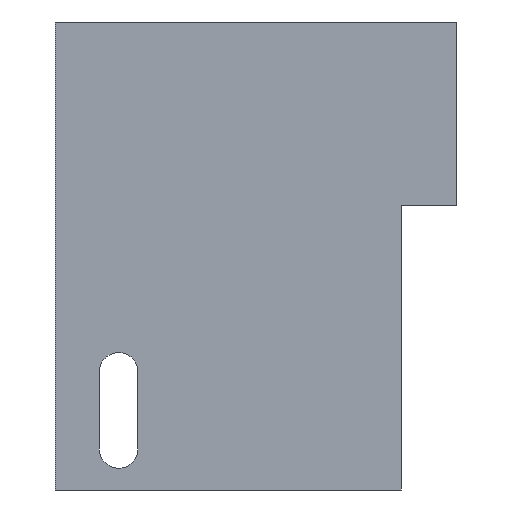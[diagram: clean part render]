
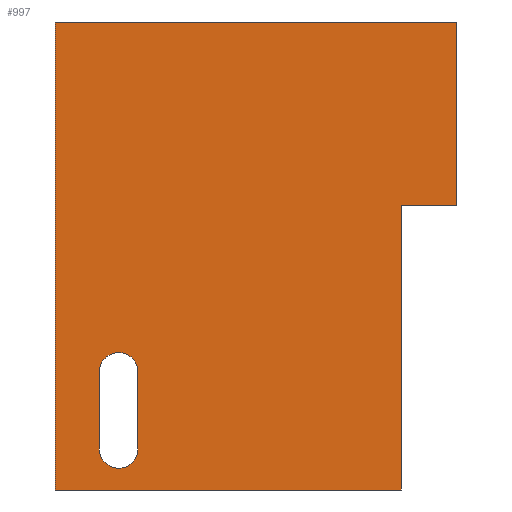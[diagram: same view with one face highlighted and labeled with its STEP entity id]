
A CAD part, front view. The second image highlights one B-rep face of the part: STEP entity #997.
In plain terms, the highlighted planar face has unit normal (0, -1, 0).
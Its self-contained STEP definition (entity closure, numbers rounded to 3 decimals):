
#34=FACE_BOUND('',#110,.T.);
#43=CIRCLE('',#1071,4.);
#44=CIRCLE('',#1072,4.);
#59=FACE_OUTER_BOUND('',#109,.T.);
#109=EDGE_LOOP('',(#687,#688,#689,#690,#691,#692));
#110=EDGE_LOOP('',(#693,#694,#695,#696));
#168=LINE('',#1394,#301);
#170=LINE('',#1400,#303);
#180=LINE('',#1421,#313);
#183=LINE('',#1426,#316);
#184=LINE('',#1428,#317);
#185=LINE('',#1429,#318);
#186=LINE('',#1432,#319);
#187=LINE('',#1436,#320);
#301=VECTOR('',#1136,10.);
#303=VECTOR('',#1140,10.);
#313=VECTOR('',#1156,10.);
#316=VECTOR('',#1161,10.);
#317=VECTOR('',#1162,10.);
#318=VECTOR('',#1163,10.);
#319=VECTOR('',#1164,10.);
#320=VECTOR('',#1167,10.);
#432=VERTEX_POINT('',#1390);
#433=VERTEX_POINT('',#1392);
#435=VERTEX_POINT('',#1397);
#436=VERTEX_POINT('',#1399);
#444=VERTEX_POINT('',#1420);
#446=VERTEX_POINT('',#1427);
#447=VERTEX_POINT('',#1430);
#448=VERTEX_POINT('',#1431);
#449=VERTEX_POINT('',#1433);
#450=VERTEX_POINT('',#1435);
#528=EDGE_CURVE('',#433,#432,#168,.T.);
#530=EDGE_CURVE('',#436,#435,#170,.T.);
#540=EDGE_CURVE('',#444,#436,#180,.T.);
#543=EDGE_CURVE('',#432,#435,#183,.T.);
#544=EDGE_CURVE('',#446,#433,#184,.T.);
#545=EDGE_CURVE('',#446,#444,#185,.T.);
#546=EDGE_CURVE('',#447,#448,#186,.T.);
#547=EDGE_CURVE('',#448,#449,#43,.T.);
#548=EDGE_CURVE('',#449,#450,#187,.T.);
#549=EDGE_CURVE('',#450,#447,#44,.T.);
#687=ORIENTED_EDGE('',*,*,#530,.T.);
#688=ORIENTED_EDGE('',*,*,#543,.F.);
#689=ORIENTED_EDGE('',*,*,#528,.F.);
#690=ORIENTED_EDGE('',*,*,#544,.F.);
#691=ORIENTED_EDGE('',*,*,#545,.T.);
#692=ORIENTED_EDGE('',*,*,#540,.T.);
#693=ORIENTED_EDGE('',*,*,#546,.T.);
#694=ORIENTED_EDGE('',*,*,#547,.T.);
#695=ORIENTED_EDGE('',*,*,#548,.T.);
#696=ORIENTED_EDGE('',*,*,#549,.T.);
#951=PLANE('',#1070);
#997=ADVANCED_FACE('',(#59,#34),#951,.T.);
#1070=AXIS2_PLACEMENT_3D('',#1425,#1159,#1160);
#1071=AXIS2_PLACEMENT_3D('',#1434,#1165,#1166);
#1072=AXIS2_PLACEMENT_3D('',#1437,#1168,#1169);
#1136=DIRECTION('',(0.,0.,-1.));
#1140=DIRECTION('',(0.,0.,1.));
#1156=DIRECTION('',(1.,0.,0.));
#1159=DIRECTION('center_axis',(0.,-1.,0.));
#1160=DIRECTION('ref_axis',(0.,0.,-1.));
#1161=DIRECTION('',(-1.,0.,0.));
#1162=DIRECTION('',(1.,0.,0.));
#1163=DIRECTION('',(0.,0.,-1.));
#1164=DIRECTION('',(0.,0.,1.));
#1165=DIRECTION('center_axis',(0.,1.,0.));
#1166=DIRECTION('ref_axis',(1.,0.,0.));
#1167=DIRECTION('',(0.,0.,-1.));
#1168=DIRECTION('center_axis',(0.,1.,0.));
#1169=DIRECTION('ref_axis',(-1.,0.,0.));
#1390=CARTESIAN_POINT('',(39.054,-13.804,0.));
#1392=CARTESIAN_POINT('',(39.054,-13.804,38.));
#1394=CARTESIAN_POINT('',(39.054,-13.804,38.));
#1397=CARTESIAN_POINT('',(27.554,-13.804,0.));
#1399=CARTESIAN_POINT('',(27.554,-13.804,-59.));
#1400=CARTESIAN_POINT('',(27.554,-13.804,-40.75));
#1420=CARTESIAN_POINT('',(-44.198,-13.804,-59.));
#1421=CARTESIAN_POINT('',(-30.404,-13.804,-59.));
#1425=CARTESIAN_POINT('Origin',(3.391,-13.804,-22.5));
#1426=CARTESIAN_POINT('',(36.179,-13.804,0.));
#1427=CARTESIAN_POINT('',(-44.198,-13.804,38.));
#1428=CARTESIAN_POINT('',(-34.117,-13.804,38.));
#1429=CARTESIAN_POINT('',(-44.198,-13.804,7.75));
#1430=CARTESIAN_POINT('',(-35.04,-13.804,-50.494));
#1431=CARTESIAN_POINT('',(-35.04,-13.804,-34.494));
#1432=CARTESIAN_POINT('',(-35.04,-13.804,-36.497));
#1433=CARTESIAN_POINT('',(-27.04,-13.804,-34.494));
#1434=CARTESIAN_POINT('Origin',(-31.04,-13.804,-34.494));
#1435=CARTESIAN_POINT('',(-27.04,-13.804,-50.494));
#1436=CARTESIAN_POINT('',(-27.04,-13.804,-28.497));
#1437=CARTESIAN_POINT('Origin',(-31.04,-13.804,-50.494));
